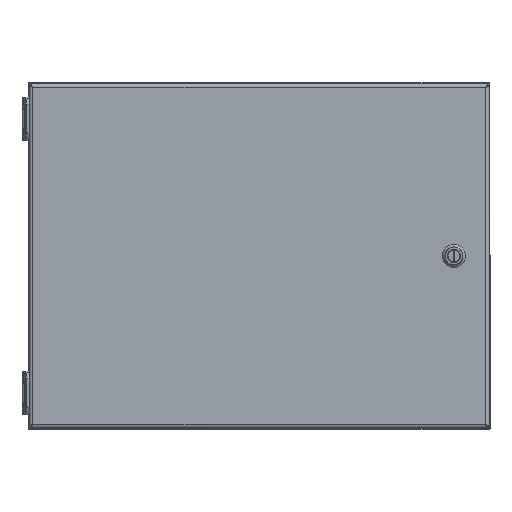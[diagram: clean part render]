
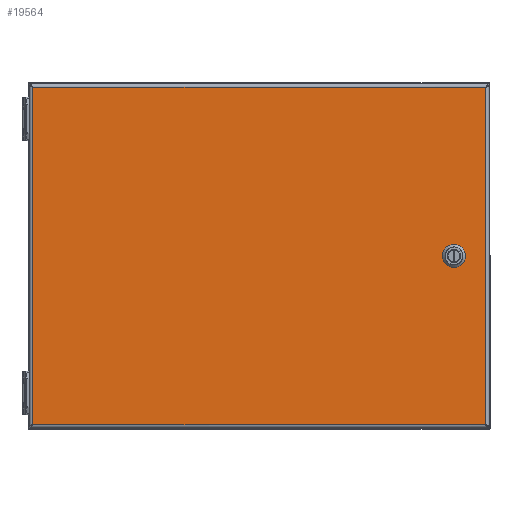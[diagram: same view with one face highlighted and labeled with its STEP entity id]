
A CAD part, top view. The second image highlights one B-rep face of the part: STEP entity #19564.
In plain terms, the highlighted planar face has unit normal (0, 0, 1).
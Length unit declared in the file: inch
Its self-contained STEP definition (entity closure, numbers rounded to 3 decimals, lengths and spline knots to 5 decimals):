
#217 = CARTESIAN_POINT ( 'NONE',  ( 6.75145, 0., 2.62523 ) ) ;
#1089 = VECTOR ( 'NONE', #7620, 39.37008 ) ;
#1861 = CARTESIAN_POINT ( 'NONE',  ( -7.85055, 5.85, 2.62523 ) ) ;
#2878 = ORIENTED_EDGE ( 'NONE', *, *, #8950, .T. ) ;
#3966 = VERTEX_POINT ( 'NONE', #23078 ) ;
#4026 = EDGE_LOOP ( 'NONE', ( #25637, #26981, #28459, #17464 ) ) ;
#4153 = VERTEX_POINT ( 'NONE', #21983 ) ;
#4552 = ORIENTED_EDGE ( 'NONE', *, *, #67018, .T. ) ;
#4776 = DIRECTION ( 'NONE',  ( 1., 0., 0. ) ) ;
#6036 = CARTESIAN_POINT ( 'NONE',  ( 6.8399, -0.30753, 2.62523 ) ) ;
#6190 = EDGE_CURVE ( 'NONE', #51962, #22446, #59750, .T. ) ;
#6470 = VERTEX_POINT ( 'NONE', #6036 ) ;
#7413 = FACE_OUTER_BOUND ( 'NONE', #4026, .T. ) ;
#7570 = CARTESIAN_POINT ( 'NONE',  ( 7.84945, 0., 2.62523 ) ) ;
#7620 = DIRECTION ( 'NONE',  ( 0., -1., 0. ) ) ;
#8255 = DIRECTION ( 'NONE',  ( 0., 1., 0. ) ) ;
#8329 = VECTOR ( 'NONE', #19257, 39.37008 ) ;
#8950 = EDGE_CURVE ( 'NONE', #6470, #9423, #60535, .T. ) ;
#9374 = AXIS2_PLACEMENT_3D ( 'NONE', #49302, #43880, #53720 ) ;
#9423 = VERTEX_POINT ( 'NONE', #56850 ) ;
#10812 = DIRECTION ( 'NONE',  ( 0., 0., -1. ) ) ;
#11039 = DIRECTION ( 'NONE',  ( -0.707, 0.707, 0. ) ) ;
#12351 = LINE ( 'NONE', #55271, #48833 ) ;
#12833 = FACE_BOUND ( 'NONE', #18443, .T. ) ;
#13016 = AXIS2_PLACEMENT_3D ( 'NONE', #59923, #55785, #49974 ) ;
#13437 = VERTEX_POINT ( 'NONE', #51967 ) ;
#13541 = CIRCLE ( 'NONE', #39699, 0.32 ) ;
#15454 = VERTEX_POINT ( 'NONE', #59116 ) ;
#15563 = VECTOR ( 'NONE', #8255, 39.37008 ) ;
#16153 = LINE ( 'NONE', #27086, #24316 ) ;
#17464 = ORIENTED_EDGE ( 'NONE', *, *, #56399, .T. ) ;
#17748 = VECTOR ( 'NONE', #53887, 39.37008 ) ;
#18150 = DIRECTION ( 'NONE',  ( 0.707, -0.707, 0. ) ) ;
#18185 = CARTESIAN_POINT ( 'NONE',  ( -7.85055, 0., 2.62523 ) ) ;
#18443 = EDGE_LOOP ( 'NONE', ( #48840, #4552, #31494, #39600, #53047, #52541, #2878, #40089 ) ) ;
#19257 = DIRECTION ( 'NONE',  ( 0.707, 0.707, 0. ) ) ;
#19564 = ADVANCED_FACE ( 'NONE', ( #12833, #7413 ), #30489, .T. ) ;
#20946 = DIRECTION ( 'NONE',  ( 0., 0., 1. ) ) ;
#21388 = VECTOR ( 'NONE', #4776, 39.37008 ) ;
#21983 = CARTESIAN_POINT ( 'NONE',  ( 6.8399, 0.30753, 2.62523 ) ) ;
#22446 = VERTEX_POINT ( 'NONE', #33393 ) ;
#23078 = CARTESIAN_POINT ( 'NONE',  ( 6.66301, 0.30753, 2.62523 ) ) ;
#23446 = EDGE_CURVE ( 'NONE', #13437, #15454, #44966, .T. ) ;
#23626 = EDGE_CURVE ( 'NONE', #53150, #6470, #38213, .T. ) ;
#24316 = VECTOR ( 'NONE', #11039, 39.37008 ) ;
#25637 = ORIENTED_EDGE ( 'NONE', *, *, #29553, .T. ) ;
#26197 = CARTESIAN_POINT ( 'NONE',  ( 7.05899, 0.08845, 2.62523 ) ) ;
#26981 = ORIENTED_EDGE ( 'NONE', *, *, #52875, .T. ) ;
#27086 = CARTESIAN_POINT ( 'NONE',  ( 6.66301, -0.30753, 2.62523 ) ) ;
#28353 = CIRCLE ( 'NONE', #13016, 0.32 ) ;
#28459 = ORIENTED_EDGE ( 'NONE', *, *, #6190, .T. ) ;
#29553 = EDGE_CURVE ( 'NONE', #35156, #33678, #54303, .T. ) ;
#30489 = PLANE ( 'NONE',  #55424 ) ;
#31279 = CARTESIAN_POINT ( 'NONE',  ( 7.05899, -0.08845, 2.62523 ) ) ;
#31494 = ORIENTED_EDGE ( 'NONE', *, *, #46084, .T. ) ;
#33393 = CARTESIAN_POINT ( 'NONE',  ( 7.84945, 5.85, 2.62523 ) ) ;
#33678 = VERTEX_POINT ( 'NONE', #37658 ) ;
#35156 = VERTEX_POINT ( 'NONE', #1861 ) ;
#35914 = VECTOR ( 'NONE', #59831, 39.37008 ) ;
#36204 = CARTESIAN_POINT ( 'NONE',  ( 6.75145, 0., 2.62523 ) ) ;
#36432 = LINE ( 'NONE', #47013, #21388 ) ;
#37658 = CARTESIAN_POINT ( 'NONE',  ( -7.85055, -5.85, 2.62523 ) ) ;
#38213 = LINE ( 'NONE', #39230, #17748 ) ;
#39230 = CARTESIAN_POINT ( 'NONE',  ( 7.05899, -0.08845, 2.62523 ) ) ;
#39350 = LINE ( 'NONE', #50224, #35914 ) ;
#39366 = EDGE_CURVE ( 'NONE', #9423, #13437, #16153, .T. ) ;
#39600 = ORIENTED_EDGE ( 'NONE', *, *, #50550, .T. ) ;
#39699 = AXIS2_PLACEMENT_3D ( 'NONE', #217, #10812, #62006 ) ;
#40089 = ORIENTED_EDGE ( 'NONE', *, *, #39366, .T. ) ;
#42052 = CARTESIAN_POINT ( 'NONE',  ( -0.00055, 0., 2.62523 ) ) ;
#43880 = DIRECTION ( 'NONE',  ( 0., 0., -1. ) ) ;
#44966 = CIRCLE ( 'NONE', #54719, 0.32 ) ;
#45994 = VERTEX_POINT ( 'NONE', #26197 ) ;
#46084 = EDGE_CURVE ( 'NONE', #3966, #4153, #13541, .T. ) ;
#47013 = CARTESIAN_POINT ( 'NONE',  ( -0.00055, -5.85, 2.62523 ) ) ;
#48833 = VECTOR ( 'NONE', #18150, 39.37008 ) ;
#48840 = ORIENTED_EDGE ( 'NONE', *, *, #23446, .T. ) ;
#49302 = CARTESIAN_POINT ( 'NONE',  ( 6.75145, 0., 2.62523 ) ) ;
#49912 = CARTESIAN_POINT ( 'NONE',  ( 6.44392, 0.08845, 2.62523 ) ) ;
#49974 = DIRECTION ( 'NONE',  ( 1., 0., 0. ) ) ;
#50224 = CARTESIAN_POINT ( 'NONE',  ( -0.00055, 5.85, 2.62523 ) ) ;
#50550 = EDGE_CURVE ( 'NONE', #4153, #45994, #12351, .T. ) ;
#51962 = VERTEX_POINT ( 'NONE', #66409 ) ;
#51967 = CARTESIAN_POINT ( 'NONE',  ( 6.44392, -0.08845, 2.62523 ) ) ;
#52541 = ORIENTED_EDGE ( 'NONE', *, *, #23626, .T. ) ;
#52875 = EDGE_CURVE ( 'NONE', #33678, #51962, #36432, .T. ) ;
#53047 = ORIENTED_EDGE ( 'NONE', *, *, #56595, .T. ) ;
#53150 = VERTEX_POINT ( 'NONE', #31279 ) ;
#53720 = DIRECTION ( 'NONE',  ( 1., 0., 0. ) ) ;
#53887 = DIRECTION ( 'NONE',  ( -0.707, -0.707, 0. ) ) ;
#54303 = LINE ( 'NONE', #18185, #1089 ) ;
#54719 = AXIS2_PLACEMENT_3D ( 'NONE', #36204, #61818, #61134 ) ;
#55271 = CARTESIAN_POINT ( 'NONE',  ( 6.8399, 0.30753, 2.62523 ) ) ;
#55424 = AXIS2_PLACEMENT_3D ( 'NONE', #42052, #20946, #58091 ) ;
#55785 = DIRECTION ( 'NONE',  ( 0., 0., -1. ) ) ;
#56399 = EDGE_CURVE ( 'NONE', #22446, #35156, #39350, .T. ) ;
#56595 = EDGE_CURVE ( 'NONE', #45994, #53150, #28353, .T. ) ;
#56850 = CARTESIAN_POINT ( 'NONE',  ( 6.66301, -0.30753, 2.62523 ) ) ;
#58091 = DIRECTION ( 'NONE',  ( 1., 0., 0. ) ) ;
#59116 = CARTESIAN_POINT ( 'NONE',  ( 6.44392, 0.08845, 2.62523 ) ) ;
#59750 = LINE ( 'NONE', #7570, #15563 ) ;
#59831 = DIRECTION ( 'NONE',  ( -1., 0., 0. ) ) ;
#59923 = CARTESIAN_POINT ( 'NONE',  ( 6.75145, 0., 2.62523 ) ) ;
#60535 = CIRCLE ( 'NONE', #9374, 0.32 ) ;
#61134 = DIRECTION ( 'NONE',  ( 1., 0., 0. ) ) ;
#61818 = DIRECTION ( 'NONE',  ( 0., 0., -1. ) ) ;
#62006 = DIRECTION ( 'NONE',  ( 1., 0., 0. ) ) ;
#64999 = LINE ( 'NONE', #49912, #8329 ) ;
#66409 = CARTESIAN_POINT ( 'NONE',  ( 7.84945, -5.85, 2.62523 ) ) ;
#67018 = EDGE_CURVE ( 'NONE', #15454, #3966, #64999, .T. ) ;
